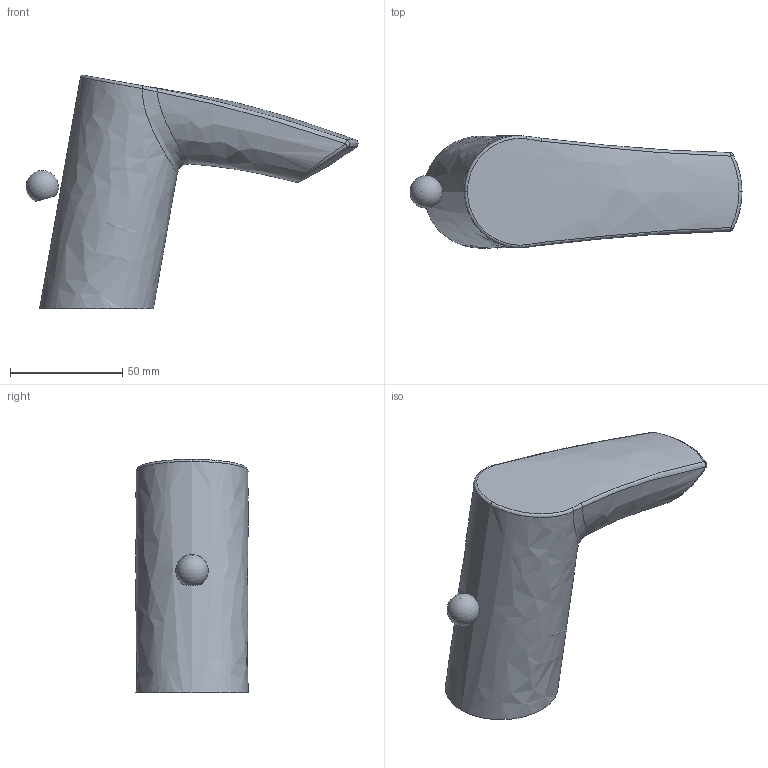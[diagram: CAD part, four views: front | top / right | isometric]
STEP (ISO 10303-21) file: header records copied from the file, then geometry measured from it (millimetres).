
FILE_DESCRIPTION(/* description */ ('Unknown'),/* implementation_level */ '2;1');
FILE_NAME(/* name */ '33265002',/* time_stamp */ '2022-08-26T09:57:56+02:00',/* author */ ('Unknown'),/* organization */ ('GROHE AG'),/* preprocessor_version */ 'ST-DEVELOPER v16.7',/* originating_system */ 'DEX',/* authorisation */ $);
FILE_SCHEMA (('AUTOMOTIVE_DESIGN {1 0 10303 214 3 1 1}'));
Length unit declared in the file: millimetre
Products named in the file (4): 33265002; id63; 130531_NES2011_Lever35_51mm_Cutout_Lob
Assembly tree (3 placements, depth 2):
  33265002
    33265002
    id63
    130531_NES2011_Lever35_51mm_Cutout_Lob
Bounding box: 148.16 x 50 x 104.18 mm (x, y, z)
Volume: 266689.8 mm3; surface area: 28361.9 mm2
Topology: 2 solids, 2 shells, 20 faces, 43 edges, 26 vertices
Faces by surface type: bspline 15, sphere 3, plane 2
Entity records: 6380 total; most frequent: CARTESIAN_POINT 5999, ORIENTED_EDGE 78, EDGE_CURVE 39, B_SPLINE_CURVE_WITH_KNOTS 38, VERTEX_POINT 24, EDGE_LOOP 21, FACE_BOUND 21, ADVANCED_FACE 20
